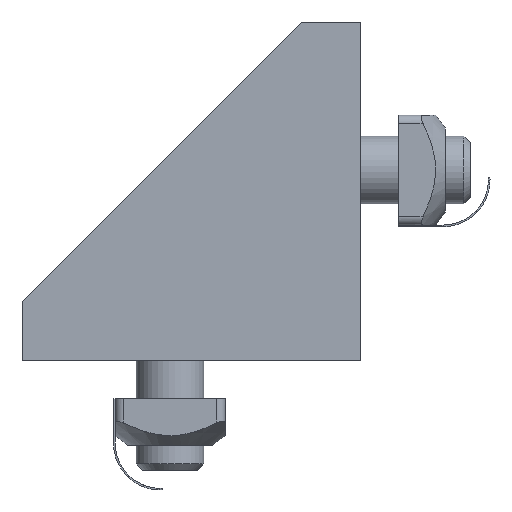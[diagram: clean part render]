
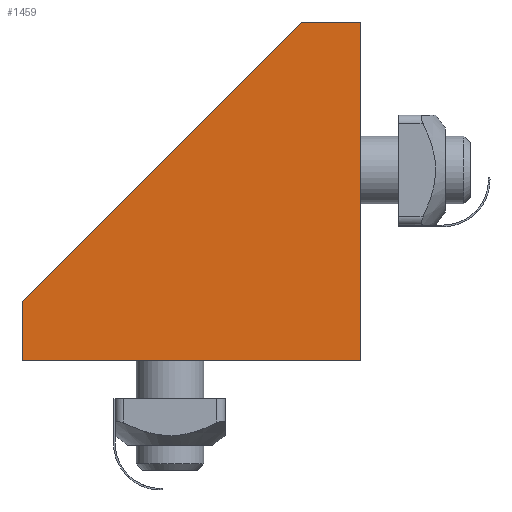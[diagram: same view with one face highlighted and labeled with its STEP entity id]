
A CAD part, front view. The second image highlights one B-rep face of the part: STEP entity #1459.
In plain terms, the highlighted planar face has unit normal (0, -1, 0).
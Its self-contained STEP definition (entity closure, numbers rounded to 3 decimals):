
#101=PLANE('',#1654);
#160=FACE_OUTER_BOUND('',#243,.T.);
#243=EDGE_LOOP('',(#1141,#1142,#1143,#1144,#1145));
#396=LINE('',#2304,#532);
#410=LINE('',#2337,#546);
#415=LINE('',#2351,#551);
#420=LINE('',#2360,#556);
#422=LINE('',#2363,#558);
#532=VECTOR('',#1870,1.);
#546=VECTOR('',#1898,1.);
#551=VECTOR('',#1915,1.);
#556=VECTOR('',#1924,1.);
#558=VECTOR('',#1928,1.);
#672=VERTEX_POINT('',#2302);
#673=VERTEX_POINT('',#2303);
#685=VERTEX_POINT('',#2335);
#687=VERTEX_POINT('',#2348);
#688=VERTEX_POINT('',#2350);
#832=EDGE_CURVE('',#672,#673,#396,.T.);
#849=EDGE_CURVE('',#685,#673,#410,.T.);
#856=EDGE_CURVE('',#687,#688,#415,.T.);
#861=EDGE_CURVE('',#685,#688,#420,.T.);
#863=EDGE_CURVE('',#687,#672,#422,.T.);
#1141=ORIENTED_EDGE('',*,*,#863,.T.);
#1142=ORIENTED_EDGE('',*,*,#832,.T.);
#1143=ORIENTED_EDGE('',*,*,#849,.F.);
#1144=ORIENTED_EDGE('',*,*,#861,.T.);
#1145=ORIENTED_EDGE('',*,*,#856,.F.);
#1459=ADVANCED_FACE('',(#160),#101,.T.);
#1654=AXIS2_PLACEMENT_3D('',#2362,#1926,#1927);
#1870=DIRECTION('',(1.,0.,0.));
#1898=DIRECTION('',(0.,0.,-1.));
#1915=DIRECTION('',(0.707,0.,0.707));
#1924=DIRECTION('',(-1.,0.,0.));
#1926=DIRECTION('center_axis',(0.,-1.,0.));
#1927=DIRECTION('ref_axis',(1.,0.,0.));
#1928=DIRECTION('',(0.,0.,-1.));
#2302=CARTESIAN_POINT('',(-21.636,-9.5,-7.));
#2303=CARTESIAN_POINT('',(18.364,-9.5,-7.));
#2304=CARTESIAN_POINT('',(-21.636,-9.5,-7.));
#2335=CARTESIAN_POINT('',(18.364,-9.5,33.));
#2337=CARTESIAN_POINT('',(18.364,-9.5,33.));
#2348=CARTESIAN_POINT('',(-21.636,-9.5,0.));
#2350=CARTESIAN_POINT('',(11.364,-9.5,33.));
#2351=CARTESIAN_POINT('',(-21.636,-9.5,0.));
#2360=CARTESIAN_POINT('',(18.364,-9.5,33.));
#2362=CARTESIAN_POINT('Origin',(-21.636,-9.5,0.));
#2363=CARTESIAN_POINT('',(-21.636,-9.5,0.));
